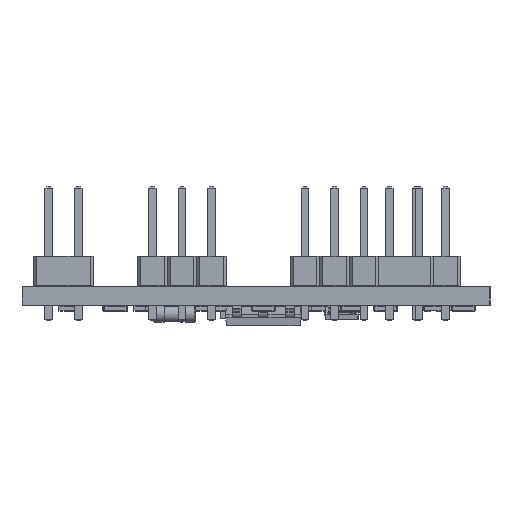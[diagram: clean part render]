
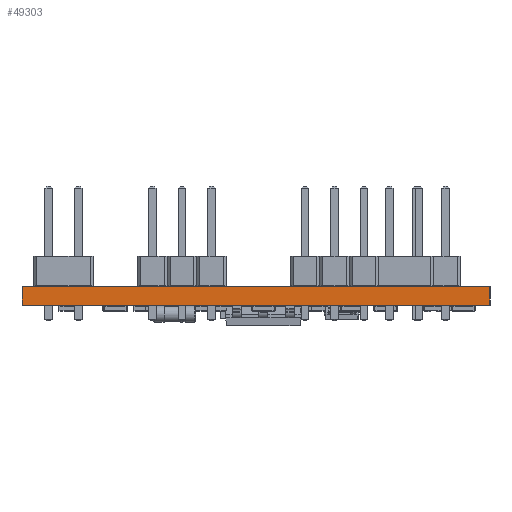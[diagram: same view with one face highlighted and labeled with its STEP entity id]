
A CAD part, left-side view. The second image highlights one B-rep face of the part: STEP entity #49303.
In plain terms, the highlighted planar face has unit normal (-1, 0, 0).
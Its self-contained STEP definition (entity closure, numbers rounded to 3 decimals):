
#49122 = PLANE('',#49123);
#49123 = AXIS2_PLACEMENT_3D('',#49124,#49125,#49126);
#49124 = CARTESIAN_POINT('',(183.288,-122.379,0.));
#49125 = DIRECTION('',(0.,-1.,0.));
#49126 = DIRECTION('',(-1.,0.,0.));
#49147 = VERTEX_POINT('',#49148);
#49148 = CARTESIAN_POINT('',(122.836,-122.379,1.6));
#49162 = PLANE('',#49163);
#49163 = AXIS2_PLACEMENT_3D('',#49164,#49165,#49166);
#49164 = CARTESIAN_POINT('',(153.062,-102.313,1.6));
#49165 = DIRECTION('',(-0.,-0.,-1.));
#49166 = DIRECTION('',(-1.,0.,0.));
#49174 = EDGE_CURVE('',#49175,#49147,#49177,.T.);
#49175 = VERTEX_POINT('',#49176);
#49176 = CARTESIAN_POINT('',(122.836,-122.379,0.));
#49177 = SURFACE_CURVE('',#49178,(#49182,#49189),.PCURVE_S1.);
#49178 = LINE('',#49179,#49180);
#49179 = CARTESIAN_POINT('',(122.836,-122.379,0.));
#49180 = VECTOR('',#49181,1.);
#49181 = DIRECTION('',(0.,0.,1.));
#49182 = PCURVE('',#49122,#49183);
#49183 = DEFINITIONAL_REPRESENTATION('',(#49184),#49188);
#49184 = LINE('',#49185,#49186);
#49185 = CARTESIAN_POINT('',(60.452,0.));
#49186 = VECTOR('',#49187,1.);
#49187 = DIRECTION('',(0.,-1.));
#49188 = ( GEOMETRIC_REPRESENTATION_CONTEXT(2) 
PARAMETRIC_REPRESENTATION_CONTEXT() REPRESENTATION_CONTEXT('2D SPACE',''
  ) );
#49189 = PCURVE('',#49190,#49195);
#49190 = PLANE('',#49191);
#49191 = AXIS2_PLACEMENT_3D('',#49192,#49193,#49194);
#49192 = CARTESIAN_POINT('',(122.836,-122.379,0.));
#49193 = DIRECTION('',(-1.,0.,0.));
#49194 = DIRECTION('',(0.,1.,0.));
#49195 = DEFINITIONAL_REPRESENTATION('',(#49196),#49200);
#49196 = LINE('',#49197,#49198);
#49197 = CARTESIAN_POINT('',(0.,0.));
#49198 = VECTOR('',#49199,1.);
#49199 = DIRECTION('',(0.,-1.));
#49200 = ( GEOMETRIC_REPRESENTATION_CONTEXT(2) 
PARAMETRIC_REPRESENTATION_CONTEXT() REPRESENTATION_CONTEXT('2D SPACE',''
  ) );
#49216 = PLANE('',#49217);
#49217 = AXIS2_PLACEMENT_3D('',#49218,#49219,#49220);
#49218 = CARTESIAN_POINT('',(153.062,-102.313,0.));
#49219 = DIRECTION('',(-0.,-0.,-1.));
#49220 = DIRECTION('',(-1.,0.,0.));
#49249 = PLANE('',#49250);
#49250 = AXIS2_PLACEMENT_3D('',#49251,#49252,#49253);
#49251 = CARTESIAN_POINT('',(122.836,-82.247,0.));
#49252 = DIRECTION('',(0.,1.,0.));
#49253 = DIRECTION('',(1.,0.,0.));
#49303 = ADVANCED_FACE('',(#49304),#49190,.T.);
#49304 = FACE_BOUND('',#49305,.T.);
#49305 = EDGE_LOOP('',(#49306,#49307,#49330,#49353));
#49306 = ORIENTED_EDGE('',*,*,#49174,.T.);
#49307 = ORIENTED_EDGE('',*,*,#49308,.T.);
#49308 = EDGE_CURVE('',#49147,#49309,#49311,.T.);
#49309 = VERTEX_POINT('',#49310);
#49310 = CARTESIAN_POINT('',(122.836,-82.247,1.6));
#49311 = SURFACE_CURVE('',#49312,(#49316,#49323),.PCURVE_S1.);
#49312 = LINE('',#49313,#49314);
#49313 = CARTESIAN_POINT('',(122.836,-122.379,1.6));
#49314 = VECTOR('',#49315,1.);
#49315 = DIRECTION('',(0.,1.,0.));
#49316 = PCURVE('',#49190,#49317);
#49317 = DEFINITIONAL_REPRESENTATION('',(#49318),#49322);
#49318 = LINE('',#49319,#49320);
#49319 = CARTESIAN_POINT('',(0.,-1.6));
#49320 = VECTOR('',#49321,1.);
#49321 = DIRECTION('',(1.,0.));
#49322 = ( GEOMETRIC_REPRESENTATION_CONTEXT(2) 
PARAMETRIC_REPRESENTATION_CONTEXT() REPRESENTATION_CONTEXT('2D SPACE',''
  ) );
#49323 = PCURVE('',#49162,#49324);
#49324 = DEFINITIONAL_REPRESENTATION('',(#49325),#49329);
#49325 = LINE('',#49326,#49327);
#49326 = CARTESIAN_POINT('',(30.226,-20.066));
#49327 = VECTOR('',#49328,1.);
#49328 = DIRECTION('',(0.,1.));
#49329 = ( GEOMETRIC_REPRESENTATION_CONTEXT(2) 
PARAMETRIC_REPRESENTATION_CONTEXT() REPRESENTATION_CONTEXT('2D SPACE',''
  ) );
#49330 = ORIENTED_EDGE('',*,*,#49331,.F.);
#49331 = EDGE_CURVE('',#49332,#49309,#49334,.T.);
#49332 = VERTEX_POINT('',#49333);
#49333 = CARTESIAN_POINT('',(122.836,-82.247,0.));
#49334 = SURFACE_CURVE('',#49335,(#49339,#49346),.PCURVE_S1.);
#49335 = LINE('',#49336,#49337);
#49336 = CARTESIAN_POINT('',(122.836,-82.247,0.));
#49337 = VECTOR('',#49338,1.);
#49338 = DIRECTION('',(0.,0.,1.));
#49339 = PCURVE('',#49190,#49340);
#49340 = DEFINITIONAL_REPRESENTATION('',(#49341),#49345);
#49341 = LINE('',#49342,#49343);
#49342 = CARTESIAN_POINT('',(40.132,0.));
#49343 = VECTOR('',#49344,1.);
#49344 = DIRECTION('',(0.,-1.));
#49345 = ( GEOMETRIC_REPRESENTATION_CONTEXT(2) 
PARAMETRIC_REPRESENTATION_CONTEXT() REPRESENTATION_CONTEXT('2D SPACE',''
  ) );
#49346 = PCURVE('',#49249,#49347);
#49347 = DEFINITIONAL_REPRESENTATION('',(#49348),#49352);
#49348 = LINE('',#49349,#49350);
#49349 = CARTESIAN_POINT('',(0.,0.));
#49350 = VECTOR('',#49351,1.);
#49351 = DIRECTION('',(0.,-1.));
#49352 = ( GEOMETRIC_REPRESENTATION_CONTEXT(2) 
PARAMETRIC_REPRESENTATION_CONTEXT() REPRESENTATION_CONTEXT('2D SPACE',''
  ) );
#49353 = ORIENTED_EDGE('',*,*,#49354,.F.);
#49354 = EDGE_CURVE('',#49175,#49332,#49355,.T.);
#49355 = SURFACE_CURVE('',#49356,(#49360,#49367),.PCURVE_S1.);
#49356 = LINE('',#49357,#49358);
#49357 = CARTESIAN_POINT('',(122.836,-122.379,0.));
#49358 = VECTOR('',#49359,1.);
#49359 = DIRECTION('',(0.,1.,0.));
#49360 = PCURVE('',#49190,#49361);
#49361 = DEFINITIONAL_REPRESENTATION('',(#49362),#49366);
#49362 = LINE('',#49363,#49364);
#49363 = CARTESIAN_POINT('',(0.,0.));
#49364 = VECTOR('',#49365,1.);
#49365 = DIRECTION('',(1.,0.));
#49366 = ( GEOMETRIC_REPRESENTATION_CONTEXT(2) 
PARAMETRIC_REPRESENTATION_CONTEXT() REPRESENTATION_CONTEXT('2D SPACE',''
  ) );
#49367 = PCURVE('',#49216,#49368);
#49368 = DEFINITIONAL_REPRESENTATION('',(#49369),#49373);
#49369 = LINE('',#49370,#49371);
#49370 = CARTESIAN_POINT('',(30.226,-20.066));
#49371 = VECTOR('',#49372,1.);
#49372 = DIRECTION('',(0.,1.));
#49373 = ( GEOMETRIC_REPRESENTATION_CONTEXT(2) 
PARAMETRIC_REPRESENTATION_CONTEXT() REPRESENTATION_CONTEXT('2D SPACE',''
  ) );
